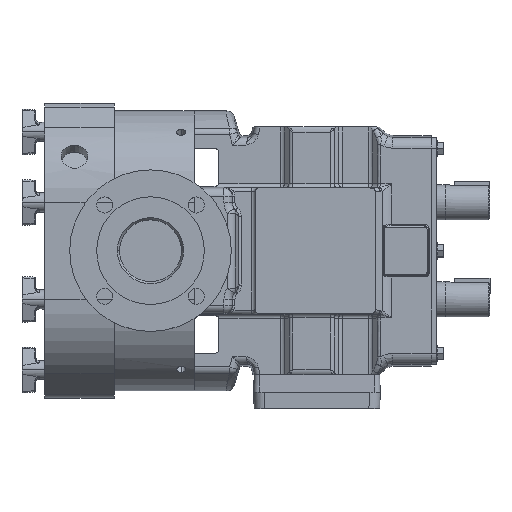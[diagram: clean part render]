
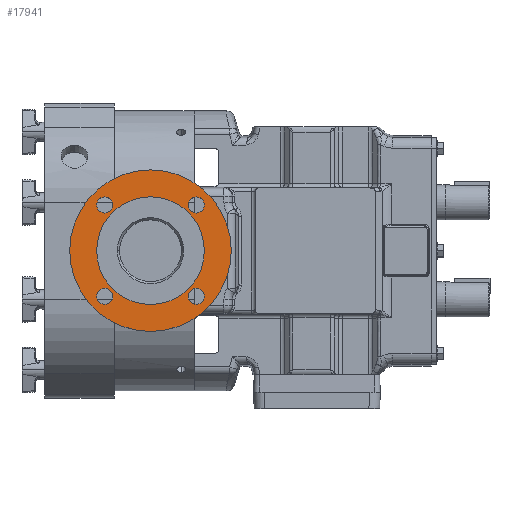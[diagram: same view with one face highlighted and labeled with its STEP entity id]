
A CAD part, top view. The second image highlights one B-rep face of the part: STEP entity #17941.
In plain terms, the highlighted planar face has unit normal (0, 0, 1).
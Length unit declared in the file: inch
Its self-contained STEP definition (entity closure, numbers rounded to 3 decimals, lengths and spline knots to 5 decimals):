
#594 = CIRCLE ( 'NONE', #28456, 0.375 ) ;
#603 = DIRECTION ( 'NONE',  ( 1., 0., 0. ) ) ;
#940 = CARTESIAN_POINT ( 'NONE',  ( -1.74632, 2.12132, -0.06 ) ) ;
#993 = EDGE_CURVE ( 'NONE', #25732, #36122, #21781, .T. ) ;
#1072 = DIRECTION ( 'NONE',  ( 0., 0., 1. ) ) ;
#1948 = DIRECTION ( 'NONE',  ( 1., 0., 0. ) ) ;
#2602 = VERTEX_POINT ( 'NONE', #26424 ) ;
#3563 = AXIS2_PLACEMENT_3D ( 'NONE', #8033, #20626, #27121 ) ;
#3637 = CARTESIAN_POINT ( 'NONE',  ( 0., 0., -0.06 ) ) ;
#3752 = VERTEX_POINT ( 'NONE', #37534 ) ;
#4578 = DIRECTION ( 'NONE',  ( 1., 0., 0. ) ) ;
#4650 = VERTEX_POINT ( 'NONE', #39175 ) ;
#4780 = DIRECTION ( 'NONE',  ( 0., 0., 1. ) ) ;
#4880 = EDGE_CURVE ( 'NONE', #33079, #5971, #10355, .T. ) ;
#5358 = CARTESIAN_POINT ( 'NONE',  ( 2.12132, 2.12132, -0.06 ) ) ;
#5397 = VERTEX_POINT ( 'NONE', #31345 ) ;
#5971 = VERTEX_POINT ( 'NONE', #17210 ) ;
#6353 = CARTESIAN_POINT ( 'NONE',  ( 0., 0., -0.06 ) ) ;
#6362 = EDGE_CURVE ( 'NONE', #9189, #4650, #23188, .T. ) ;
#6395 = CARTESIAN_POINT ( 'NONE',  ( 0., 0., -0.06 ) ) ;
#6590 = CARTESIAN_POINT ( 'NONE',  ( -2.12132, -2.12132, -0.06 ) ) ;
#7074 = DIRECTION ( 'NONE',  ( 1., 0., 0. ) ) ;
#7503 = CARTESIAN_POINT ( 'NONE',  ( 2.49632, 2.12132, -0.06 ) ) ;
#7625 = CARTESIAN_POINT ( 'NONE',  ( 2.49632, -2.12132, -0.06 ) ) ;
#7968 = ORIENTED_EDGE ( 'NONE', *, *, #11510, .F. ) ;
#8033 = CARTESIAN_POINT ( 'NONE',  ( 2.12132, -2.12132, -0.06 ) ) ;
#8200 = DIRECTION ( 'NONE',  ( 0., 0., 1. ) ) ;
#8502 = DIRECTION ( 'NONE',  ( 0., 0., 1. ) ) ;
#8632 = CARTESIAN_POINT ( 'NONE',  ( -2.5, 0., -0.06 ) ) ;
#8704 = DIRECTION ( 'NONE',  ( 1., 0., 0. ) ) ;
#9189 = VERTEX_POINT ( 'NONE', #34775 ) ;
#9827 = ORIENTED_EDGE ( 'NONE', *, *, #993, .F. ) ;
#10063 = EDGE_CURVE ( 'NONE', #4650, #9189, #38514, .T. ) ;
#10355 = CIRCLE ( 'NONE', #27875, 0.375 ) ;
#10402 = CARTESIAN_POINT ( 'NONE',  ( -2.12132, 2.12132, -0.06 ) ) ;
#10571 = CIRCLE ( 'NONE', #17064, 0.375 ) ;
#11510 = EDGE_CURVE ( 'NONE', #3752, #19467, #29619, .T. ) ;
#11751 = AXIS2_PLACEMENT_3D ( 'NONE', #23852, #4780, #14120 ) ;
#13849 = DIRECTION ( 'NONE',  ( 1., 0., 0. ) ) ;
#13921 = FACE_BOUND ( 'NONE', #33433, .T. ) ;
#13942 = CARTESIAN_POINT ( 'NONE',  ( 2.12132, 2.12132, -0.06 ) ) ;
#13965 = DIRECTION ( 'NONE',  ( 0., 0., 1. ) ) ;
#14120 = DIRECTION ( 'NONE',  ( 1., 0., 0. ) ) ;
#14232 = EDGE_CURVE ( 'NONE', #36760, #5397, #37966, .T. ) ;
#15167 = VERTEX_POINT ( 'NONE', #7503 ) ;
#15278 = EDGE_CURVE ( 'NONE', #36122, #25732, #594, .T. ) ;
#15622 = EDGE_CURVE ( 'NONE', #5397, #36760, #29759, .T. ) ;
#15660 = CARTESIAN_POINT ( 'NONE',  ( 1.74632, -2.12132, -0.06 ) ) ;
#16880 = EDGE_LOOP ( 'NONE', ( #31067, #36707 ) ) ;
#16969 = FACE_BOUND ( 'NONE', #34344, .T. ) ;
#17064 = AXIS2_PLACEMENT_3D ( 'NONE', #5358, #17765, #30131 ) ;
#17210 = CARTESIAN_POINT ( 'NONE',  ( -2.49632, 2.12132, -0.06 ) ) ;
#17351 = EDGE_LOOP ( 'NONE', ( #20119, #18530 ) ) ;
#17593 = CARTESIAN_POINT ( 'NONE',  ( 3.75, 0., -0.06 ) ) ;
#17765 = DIRECTION ( 'NONE',  ( 0., 0., 1. ) ) ;
#17941 = ADVANCED_FACE ( 'NONE', ( #39086, #16969, #29540, #29745, #29351, #13921 ), #20210, .T. ) ;
#18530 = ORIENTED_EDGE ( 'NONE', *, *, #15622, .T. ) ;
#18804 = CIRCLE ( 'NONE', #29142, 0.375 ) ;
#18984 = CIRCLE ( 'NONE', #33848, 0.375 ) ;
#19467 = VERTEX_POINT ( 'NONE', #8632 ) ;
#19824 = AXIS2_PLACEMENT_3D ( 'NONE', #39133, #13965, #38933 ) ;
#20119 = ORIENTED_EDGE ( 'NONE', *, *, #14232, .T. ) ;
#20210 = PLANE ( 'NONE',  #11751 ) ;
#20626 = DIRECTION ( 'NONE',  ( 0., 0., 1. ) ) ;
#21017 = AXIS2_PLACEMENT_3D ( 'NONE', #6590, #1072, #37841 ) ;
#21247 = ORIENTED_EDGE ( 'NONE', *, *, #27360, .F. ) ;
#21300 = EDGE_CURVE ( 'NONE', #19467, #3752, #28652, .T. ) ;
#21781 = CIRCLE ( 'NONE', #3563, 0.375 ) ;
#22701 = CARTESIAN_POINT ( 'NONE',  ( -2.12132, 2.12132, -0.06 ) ) ;
#22767 = EDGE_LOOP ( 'NONE', ( #9827, #24576 ) ) ;
#23188 = CIRCLE ( 'NONE', #32259, 0.375 ) ;
#23852 = CARTESIAN_POINT ( 'NONE',  ( 0., 2.5, -0.06 ) ) ;
#24087 = EDGE_CURVE ( 'NONE', #2602, #15167, #18804, .T. ) ;
#24576 = ORIENTED_EDGE ( 'NONE', *, *, #15278, .F. ) ;
#25063 = DIRECTION ( 'NONE',  ( 0., 0., 1. ) ) ;
#25254 = DIRECTION ( 'NONE',  ( 1., 0., 0. ) ) ;
#25732 = VERTEX_POINT ( 'NONE', #7625 ) ;
#26296 = ORIENTED_EDGE ( 'NONE', *, *, #6362, .F. ) ;
#26424 = CARTESIAN_POINT ( 'NONE',  ( 1.74632, 2.12132, -0.06 ) ) ;
#26621 = EDGE_LOOP ( 'NONE', ( #34063, #21247 ) ) ;
#27121 = DIRECTION ( 'NONE',  ( 1., 0., 0. ) ) ;
#27360 = EDGE_CURVE ( 'NONE', #5971, #33079, #18984, .T. ) ;
#27875 = AXIS2_PLACEMENT_3D ( 'NONE', #22701, #34881, #7074 ) ;
#28004 = CARTESIAN_POINT ( 'NONE',  ( 2.12132, -2.12132, -0.06 ) ) ;
#28404 = EDGE_CURVE ( 'NONE', #15167, #2602, #10571, .T. ) ;
#28456 = AXIS2_PLACEMENT_3D ( 'NONE', #28004, #8502, #8704 ) ;
#28486 = ORIENTED_EDGE ( 'NONE', *, *, #10063, .F. ) ;
#28652 = CIRCLE ( 'NONE', #39677, 2.5 ) ;
#29142 = AXIS2_PLACEMENT_3D ( 'NONE', #13942, #29767, #1948 ) ;
#29277 = DIRECTION ( 'NONE',  ( 0., 0., 1. ) ) ;
#29351 = FACE_OUTER_BOUND ( 'NONE', #17351, .T. ) ;
#29540 = FACE_BOUND ( 'NONE', #26621, .T. ) ;
#29619 = CIRCLE ( 'NONE', #31557, 2.5 ) ;
#29745 = FACE_BOUND ( 'NONE', #16880, .T. ) ;
#29759 = CIRCLE ( 'NONE', #40159, 3.75 ) ;
#29767 = DIRECTION ( 'NONE',  ( 0., 0., 1. ) ) ;
#30131 = DIRECTION ( 'NONE',  ( 1., 0., 0. ) ) ;
#31067 = ORIENTED_EDGE ( 'NONE', *, *, #28404, .F. ) ;
#31345 = CARTESIAN_POINT ( 'NONE',  ( -3.75, 0., -0.06 ) ) ;
#31557 = AXIS2_PLACEMENT_3D ( 'NONE', #3637, #34093, #603 ) ;
#32259 = AXIS2_PLACEMENT_3D ( 'NONE', #39080, #8200, #4578 ) ;
#33079 = VERTEX_POINT ( 'NONE', #940 ) ;
#33433 = EDGE_LOOP ( 'NONE', ( #7968, #34480 ) ) ;
#33750 = DIRECTION ( 'NONE',  ( 1., 0., 0. ) ) ;
#33848 = AXIS2_PLACEMENT_3D ( 'NONE', #10402, #29277, #13849 ) ;
#33951 = DIRECTION ( 'NONE',  ( 0., 0., 1. ) ) ;
#34063 = ORIENTED_EDGE ( 'NONE', *, *, #4880, .F. ) ;
#34093 = DIRECTION ( 'NONE',  ( 0., 0., 1. ) ) ;
#34344 = EDGE_LOOP ( 'NONE', ( #28486, #26296 ) ) ;
#34480 = ORIENTED_EDGE ( 'NONE', *, *, #21300, .F. ) ;
#34775 = CARTESIAN_POINT ( 'NONE',  ( -2.49632, -2.12132, -0.06 ) ) ;
#34881 = DIRECTION ( 'NONE',  ( 0., 0., 1. ) ) ;
#36122 = VERTEX_POINT ( 'NONE', #15660 ) ;
#36707 = ORIENTED_EDGE ( 'NONE', *, *, #24087, .F. ) ;
#36760 = VERTEX_POINT ( 'NONE', #17593 ) ;
#37534 = CARTESIAN_POINT ( 'NONE',  ( 2.5, 0., -0.06 ) ) ;
#37841 = DIRECTION ( 'NONE',  ( 1., 0., 0. ) ) ;
#37966 = CIRCLE ( 'NONE', #19824, 3.75 ) ;
#38514 = CIRCLE ( 'NONE', #21017, 0.375 ) ;
#38933 = DIRECTION ( 'NONE',  ( 1., 0., 0. ) ) ;
#39080 = CARTESIAN_POINT ( 'NONE',  ( -2.12132, -2.12132, -0.06 ) ) ;
#39086 = FACE_BOUND ( 'NONE', #22767, .T. ) ;
#39133 = CARTESIAN_POINT ( 'NONE',  ( 0., 0., -0.06 ) ) ;
#39175 = CARTESIAN_POINT ( 'NONE',  ( -1.74632, -2.12132, -0.06 ) ) ;
#39677 = AXIS2_PLACEMENT_3D ( 'NONE', #6353, #33951, #33750 ) ;
#40159 = AXIS2_PLACEMENT_3D ( 'NONE', #6395, #25063, #25254 ) ;
